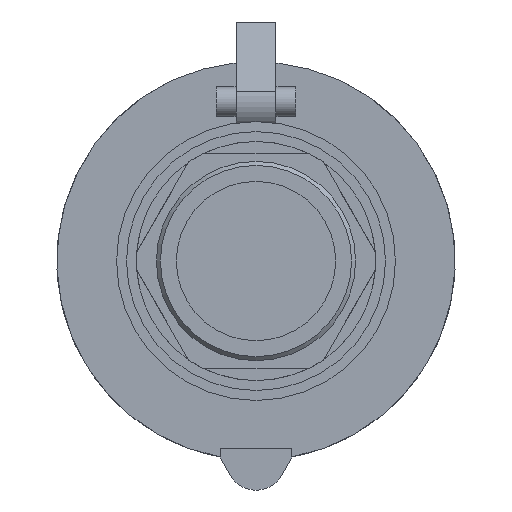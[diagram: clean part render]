
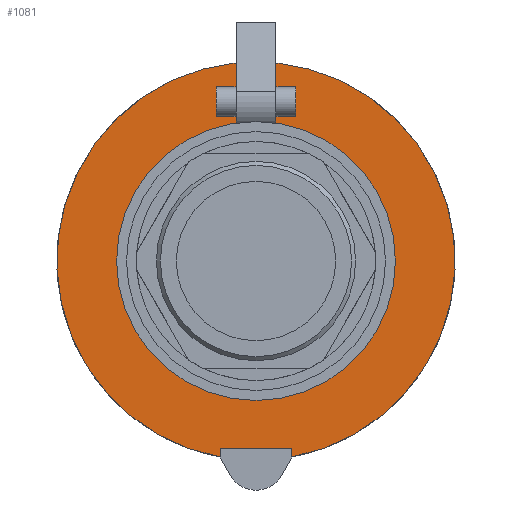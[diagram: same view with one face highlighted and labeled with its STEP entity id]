
A CAD part, front view. The second image highlights one B-rep face of the part: STEP entity #1081.
In plain terms, the highlighted planar face has unit normal (0, -1, 0).
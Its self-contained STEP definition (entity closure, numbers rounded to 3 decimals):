
#28=FACE_BOUND('',#233,.T.);
#56=CIRCLE('',#1137,33.249);
#57=CIRCLE('',#1138,33.249);
#74=CIRCLE('',#1185,19.949);
#154=FACE_OUTER_BOUND('',#232,.T.);
#232=EDGE_LOOP('',(#922,#923,#924,#925,#926,#927,#928,#929));
#233=EDGE_LOOP('',(#930));
#269=LINE('',#1561,#364);
#272=LINE('',#1567,#367);
#275=LINE('',#1572,#370);
#285=LINE('',#1616,#380);
#293=LINE('',#1639,#388);
#303=LINE('',#1663,#398);
#364=VECTOR('',#1234,1.452);
#367=VECTOR('',#1239,11.97);
#370=VECTOR('',#1244,1.452);
#380=VECTOR('',#1294,3.158);
#388=VECTOR('',#1306,3.158);
#398=VECTOR('',#1322,6.65);
#451=VERTEX_POINT('',#1539);
#456=VERTEX_POINT('',#1549);
#459=VERTEX_POINT('',#1560);
#461=VERTEX_POINT('',#1566);
#475=VERTEX_POINT('',#1614);
#476=VERTEX_POINT('',#1615);
#485=VERTEX_POINT('',#1637);
#486=VERTEX_POINT('',#1638);
#535=VERTEX_POINT('',#1810);
#557=EDGE_CURVE('',#451,#459,#269,.T.);
#560=EDGE_CURVE('',#459,#461,#272,.T.);
#563=EDGE_CURVE('',#461,#456,#275,.T.);
#582=EDGE_CURVE('',#475,#476,#285,.T.);
#592=EDGE_CURVE('',#485,#486,#293,.T.);
#604=EDGE_CURVE('',#476,#485,#303,.T.);
#610=EDGE_CURVE('',#456,#475,#56,.T.);
#611=EDGE_CURVE('',#486,#451,#57,.T.);
#676=EDGE_CURVE('',#535,#535,#74,.T.);
#922=ORIENTED_EDGE('',*,*,#563,.T.);
#923=ORIENTED_EDGE('',*,*,#610,.T.);
#924=ORIENTED_EDGE('',*,*,#582,.T.);
#925=ORIENTED_EDGE('',*,*,#604,.T.);
#926=ORIENTED_EDGE('',*,*,#592,.T.);
#927=ORIENTED_EDGE('',*,*,#611,.T.);
#928=ORIENTED_EDGE('',*,*,#557,.T.);
#929=ORIENTED_EDGE('',*,*,#560,.T.);
#930=ORIENTED_EDGE('',*,*,#676,.F.);
#1019=PLANE('',#1184);
#1081=ADVANCED_FACE('',(#154,#28),#1019,.T.);
#1137=AXIS2_PLACEMENT_3D('',#1674,#1339,#1340);
#1138=AXIS2_PLACEMENT_3D('',#1675,#1341,#1342);
#1184=AXIS2_PLACEMENT_3D('',#1809,#1481,#1482);
#1185=AXIS2_PLACEMENT_3D('',#1811,#1483,#1484);
#1234=DIRECTION('',(0.,0.,1.));
#1239=DIRECTION('',(1.,0.,0.));
#1244=DIRECTION('',(0.,0.,-1.));
#1294=DIRECTION('',(0.,0.,-1.));
#1306=DIRECTION('',(0.,0.,1.));
#1322=DIRECTION('',(-1.,0.,0.));
#1339=DIRECTION('center_axis',(0.,-1.,0.));
#1340=DIRECTION('ref_axis',(1.,0.,0.));
#1341=DIRECTION('center_axis',(0.,-1.,0.));
#1342=DIRECTION('ref_axis',(1.,0.,0.));
#1481=DIRECTION('center_axis',(0.,-1.,0.));
#1482=DIRECTION('ref_axis',(0.,0.,-1.));
#1483=DIRECTION('center_axis',(0.,-1.,0.));
#1484=DIRECTION('ref_axis',(1.,0.,0.));
#1539=CARTESIAN_POINT('',(-5.985,146.3,-32.706));
#1549=CARTESIAN_POINT('',(5.985,146.3,-32.706));
#1560=CARTESIAN_POINT('',(-5.985,146.3,-31.254));
#1561=CARTESIAN_POINT('',(-5.985,146.3,-15.627));
#1566=CARTESIAN_POINT('',(5.985,146.3,-31.254));
#1567=CARTESIAN_POINT('',(12.967,146.3,-31.254));
#1572=CARTESIAN_POINT('',(5.985,146.3,-16.353));
#1614=CARTESIAN_POINT('',(3.325,146.3,33.082));
#1615=CARTESIAN_POINT('',(3.325,146.3,29.924));
#1616=CARTESIAN_POINT('',(3.325,146.3,13.3));
#1637=CARTESIAN_POINT('',(-3.325,146.3,29.924));
#1638=CARTESIAN_POINT('',(-3.325,146.3,33.082));
#1639=CARTESIAN_POINT('',(-3.325,146.3,13.3));
#1663=CARTESIAN_POINT('',(9.975,146.3,29.924));
#1674=CARTESIAN_POINT('Origin',(0.,146.3,0.));
#1675=CARTESIAN_POINT('Origin',(0.,146.3,0.));
#1809=CARTESIAN_POINT('Origin',(19.949,146.3,0.));
#1810=CARTESIAN_POINT('',(19.949,146.3,0.));
#1811=CARTESIAN_POINT('Origin',(0.,146.3,0.));
